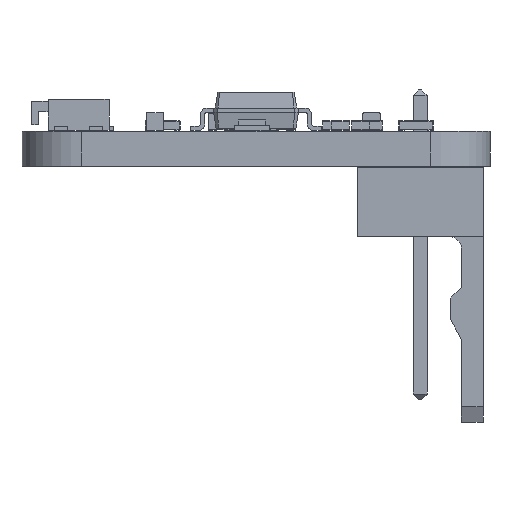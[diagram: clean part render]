
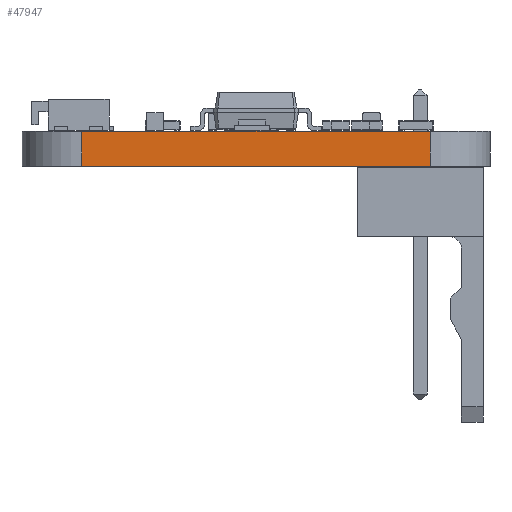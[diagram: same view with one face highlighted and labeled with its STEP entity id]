
A CAD part, left-side view. The second image highlights one B-rep face of the part: STEP entity #47947.
In plain terms, the highlighted planar face has unit normal (-1, 0, 0).
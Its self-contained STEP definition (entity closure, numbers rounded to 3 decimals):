
#47829 = EDGE_CURVE('',#47830,#47832,#47834,.T.);
#47830 = VERTEX_POINT('',#47831);
#47831 = CARTESIAN_POINT('',(-4.75,-8.,0.));
#47832 = VERTEX_POINT('',#47833);
#47833 = CARTESIAN_POINT('',(-4.75,-8.,1.6));
#47834 = SURFACE_CURVE('',#47835,(#47839,#47851),.PCURVE_S1.);
#47835 = LINE('',#47836,#47837);
#47836 = CARTESIAN_POINT('',(-4.75,-8.,0.));
#47837 = VECTOR('',#47838,1.);
#47838 = DIRECTION('',(0.,0.,1.));
#47839 = PCURVE('',#47840,#47845);
#47840 = CYLINDRICAL_SURFACE('',#47841,2.75);
#47841 = AXIS2_PLACEMENT_3D('',#47842,#47843,#47844);
#47842 = CARTESIAN_POINT('',(-2.,-8.,0.));
#47843 = DIRECTION('',(0.,0.,-1.));
#47844 = DIRECTION('',(1.,0.,0.));
#47845 = DEFINITIONAL_REPRESENTATION('',(#47846),#47850);
#47846 = LINE('',#47847,#47848);
#47847 = CARTESIAN_POINT('',(-3.142,0.));
#47848 = VECTOR('',#47849,1.);
#47849 = DIRECTION('',(0.,-1.));
#47850 = ( GEOMETRIC_REPRESENTATION_CONTEXT(2) 
PARAMETRIC_REPRESENTATION_CONTEXT() REPRESENTATION_CONTEXT('2D SPACE',''
  ) );
#47851 = PCURVE('',#47852,#47857);
#47852 = PLANE('',#47853);
#47853 = AXIS2_PLACEMENT_3D('',#47854,#47855,#47856);
#47854 = CARTESIAN_POINT('',(-4.75,8.,0.));
#47855 = DIRECTION('',(1.,0.,0.));
#47856 = DIRECTION('',(0.,-1.,0.));
#47857 = DEFINITIONAL_REPRESENTATION('',(#47858),#47862);
#47858 = LINE('',#47859,#47860);
#47859 = CARTESIAN_POINT('',(16.,0.));
#47860 = VECTOR('',#47861,1.);
#47861 = DIRECTION('',(0.,-1.));
#47862 = ( GEOMETRIC_REPRESENTATION_CONTEXT(2) 
PARAMETRIC_REPRESENTATION_CONTEXT() REPRESENTATION_CONTEXT('2D SPACE',''
  ) );
#47881 = PLANE('',#47882);
#47882 = AXIS2_PLACEMENT_3D('',#47883,#47884,#47885);
#47883 = CARTESIAN_POINT('',(8.452,0.,1.6));
#47884 = DIRECTION('',(0.,0.,1.));
#47885 = DIRECTION('',(1.,0.,0.));
#47936 = PLANE('',#47937);
#47937 = AXIS2_PLACEMENT_3D('',#47938,#47939,#47940);
#47938 = CARTESIAN_POINT('',(8.452,0.,0.));
#47939 = DIRECTION('',(0.,0.,1.));
#47940 = DIRECTION('',(1.,0.,0.));
#47947 = ADVANCED_FACE('',(#47948),#47852,.F.);
#47948 = FACE_BOUND('',#47949,.F.);
#47949 = EDGE_LOOP('',(#47950,#47980,#48001,#48002));
#47950 = ORIENTED_EDGE('',*,*,#47951,.T.);
#47951 = EDGE_CURVE('',#47952,#47954,#47956,.T.);
#47952 = VERTEX_POINT('',#47953);
#47953 = CARTESIAN_POINT('',(-4.75,8.,0.));
#47954 = VERTEX_POINT('',#47955);
#47955 = CARTESIAN_POINT('',(-4.75,8.,1.6));
#47956 = SURFACE_CURVE('',#47957,(#47961,#47968),.PCURVE_S1.);
#47957 = LINE('',#47958,#47959);
#47958 = CARTESIAN_POINT('',(-4.75,8.,0.));
#47959 = VECTOR('',#47960,1.);
#47960 = DIRECTION('',(0.,0.,1.));
#47961 = PCURVE('',#47852,#47962);
#47962 = DEFINITIONAL_REPRESENTATION('',(#47963),#47967);
#47963 = LINE('',#47964,#47965);
#47964 = CARTESIAN_POINT('',(0.,0.));
#47965 = VECTOR('',#47966,1.);
#47966 = DIRECTION('',(0.,-1.));
#47967 = ( GEOMETRIC_REPRESENTATION_CONTEXT(2) 
PARAMETRIC_REPRESENTATION_CONTEXT() REPRESENTATION_CONTEXT('2D SPACE',''
  ) );
#47968 = PCURVE('',#47969,#47974);
#47969 = CYLINDRICAL_SURFACE('',#47970,2.75);
#47970 = AXIS2_PLACEMENT_3D('',#47971,#47972,#47973);
#47971 = CARTESIAN_POINT('',(-2.,8.,0.));
#47972 = DIRECTION('',(0.,0.,-1.));
#47973 = DIRECTION('',(1.,0.,0.));
#47974 = DEFINITIONAL_REPRESENTATION('',(#47975),#47979);
#47975 = LINE('',#47976,#47977);
#47976 = CARTESIAN_POINT('',(-3.142,0.));
#47977 = VECTOR('',#47978,1.);
#47978 = DIRECTION('',(0.,-1.));
#47979 = ( GEOMETRIC_REPRESENTATION_CONTEXT(2) 
PARAMETRIC_REPRESENTATION_CONTEXT() REPRESENTATION_CONTEXT('2D SPACE',''
  ) );
#47980 = ORIENTED_EDGE('',*,*,#47981,.T.);
#47981 = EDGE_CURVE('',#47954,#47832,#47982,.T.);
#47982 = SURFACE_CURVE('',#47983,(#47987,#47994),.PCURVE_S1.);
#47983 = LINE('',#47984,#47985);
#47984 = CARTESIAN_POINT('',(-4.75,8.,1.6));
#47985 = VECTOR('',#47986,1.);
#47986 = DIRECTION('',(0.,-1.,0.));
#47987 = PCURVE('',#47852,#47988);
#47988 = DEFINITIONAL_REPRESENTATION('',(#47989),#47993);
#47989 = LINE('',#47990,#47991);
#47990 = CARTESIAN_POINT('',(0.,-1.6));
#47991 = VECTOR('',#47992,1.);
#47992 = DIRECTION('',(1.,0.));
#47993 = ( GEOMETRIC_REPRESENTATION_CONTEXT(2) 
PARAMETRIC_REPRESENTATION_CONTEXT() REPRESENTATION_CONTEXT('2D SPACE',''
  ) );
#47994 = PCURVE('',#47881,#47995);
#47995 = DEFINITIONAL_REPRESENTATION('',(#47996),#48000);
#47996 = LINE('',#47997,#47998);
#47997 = CARTESIAN_POINT('',(-13.202,8.));
#47998 = VECTOR('',#47999,1.);
#47999 = DIRECTION('',(0.,-1.));
#48000 = ( GEOMETRIC_REPRESENTATION_CONTEXT(2) 
PARAMETRIC_REPRESENTATION_CONTEXT() REPRESENTATION_CONTEXT('2D SPACE',''
  ) );
#48001 = ORIENTED_EDGE('',*,*,#47829,.F.);
#48002 = ORIENTED_EDGE('',*,*,#48003,.F.);
#48003 = EDGE_CURVE('',#47952,#47830,#48004,.T.);
#48004 = SURFACE_CURVE('',#48005,(#48009,#48016),.PCURVE_S1.);
#48005 = LINE('',#48006,#48007);
#48006 = CARTESIAN_POINT('',(-4.75,8.,0.));
#48007 = VECTOR('',#48008,1.);
#48008 = DIRECTION('',(0.,-1.,0.));
#48009 = PCURVE('',#47852,#48010);
#48010 = DEFINITIONAL_REPRESENTATION('',(#48011),#48015);
#48011 = LINE('',#48012,#48013);
#48012 = CARTESIAN_POINT('',(0.,0.));
#48013 = VECTOR('',#48014,1.);
#48014 = DIRECTION('',(1.,0.));
#48015 = ( GEOMETRIC_REPRESENTATION_CONTEXT(2) 
PARAMETRIC_REPRESENTATION_CONTEXT() REPRESENTATION_CONTEXT('2D SPACE',''
  ) );
#48016 = PCURVE('',#47936,#48017);
#48017 = DEFINITIONAL_REPRESENTATION('',(#48018),#48022);
#48018 = LINE('',#48019,#48020);
#48019 = CARTESIAN_POINT('',(-13.202,8.));
#48020 = VECTOR('',#48021,1.);
#48021 = DIRECTION('',(0.,-1.));
#48022 = ( GEOMETRIC_REPRESENTATION_CONTEXT(2) 
PARAMETRIC_REPRESENTATION_CONTEXT() REPRESENTATION_CONTEXT('2D SPACE',''
  ) );
